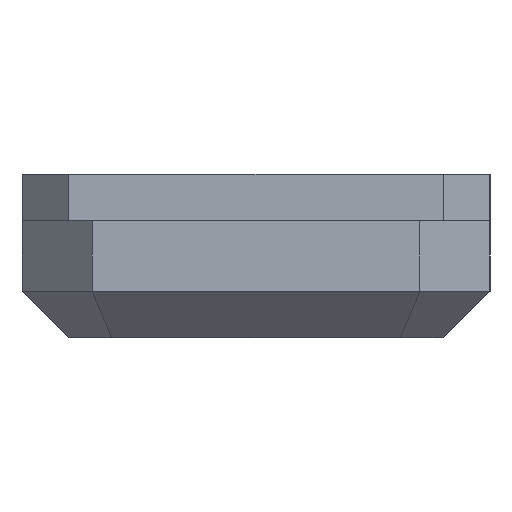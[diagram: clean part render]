
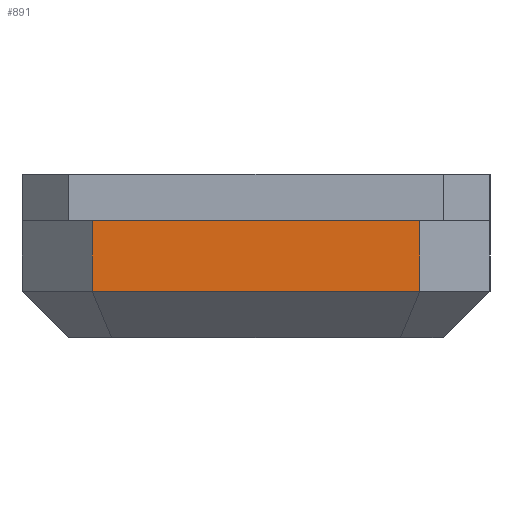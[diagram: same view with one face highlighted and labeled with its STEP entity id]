
A CAD part, left-side view. The second image highlights one B-rep face of the part: STEP entity #891.
In plain terms, the highlighted planar face has unit normal (-1, 0, 0).
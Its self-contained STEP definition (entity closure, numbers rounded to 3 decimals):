
#75=FACE_OUTER_BOUND('',#123,.T.);
#123=EDGE_LOOP('',(#716,#717,#718,#719));
#197=LINE('',#1415,#306);
#220=LINE('',#1459,#329);
#222=LINE('',#1463,#331);
#223=LINE('',#1464,#332);
#306=VECTOR('',#1055,10.);
#329=VECTOR('',#1096,10.);
#331=VECTOR('',#1100,10.);
#332=VECTOR('',#1101,10.);
#408=VERTEX_POINT('',#1412);
#409=VERTEX_POINT('',#1414);
#421=VERTEX_POINT('',#1458);
#422=VERTEX_POINT('',#1462);
#508=EDGE_CURVE('',#408,#409,#197,.T.);
#531=EDGE_CURVE('',#409,#421,#220,.T.);
#533=EDGE_CURVE('',#422,#408,#222,.T.);
#534=EDGE_CURVE('',#421,#422,#223,.T.);
#716=ORIENTED_EDGE('',*,*,#508,.F.);
#717=ORIENTED_EDGE('',*,*,#533,.F.);
#718=ORIENTED_EDGE('',*,*,#534,.F.);
#719=ORIENTED_EDGE('',*,*,#531,.F.);
#845=PLANE('',#947);
#891=ADVANCED_FACE('',(#75),#845,.T.);
#947=AXIS2_PLACEMENT_3D('',#1461,#1098,#1099);
#1055=DIRECTION('',(0.,1.,0.));
#1096=DIRECTION('',(0.,0.,1.));
#1098=DIRECTION('center_axis',(-1.,0.,0.));
#1099=DIRECTION('ref_axis',(0.,-1.,0.));
#1100=DIRECTION('',(0.,0.,-1.));
#1101=DIRECTION('',(0.,-1.,0.));
#1412=CARTESIAN_POINT('',(-85.486,-140.,3.852));
#1414=CARTESIAN_POINT('',(-85.486,-126.,3.852));
#1415=CARTESIAN_POINT('',(-85.486,-129.5,3.852));
#1458=CARTESIAN_POINT('',(-85.486,-126.,6.852));
#1459=CARTESIAN_POINT('',(-85.486,-126.,4.852));
#1461=CARTESIAN_POINT('Origin',(-85.486,-126.,4.852));
#1462=CARTESIAN_POINT('',(-85.486,-140.,6.852));
#1463=CARTESIAN_POINT('',(-85.486,-140.,4.852));
#1464=CARTESIAN_POINT('',(-85.486,-140.,6.852));
